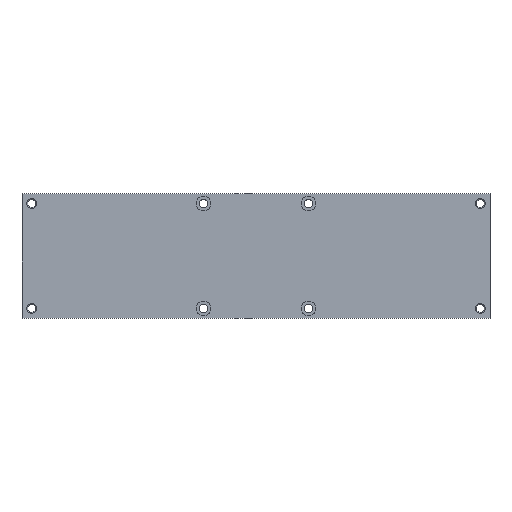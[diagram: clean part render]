
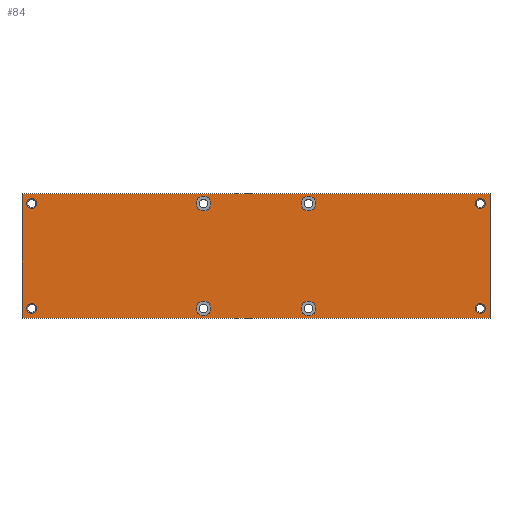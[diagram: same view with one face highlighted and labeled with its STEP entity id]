
A CAD part, top view. The second image highlights one B-rep face of the part: STEP entity #84.
In plain terms, the highlighted planar face has unit normal (0, 0, 1).
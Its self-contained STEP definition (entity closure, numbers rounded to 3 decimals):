
#84 = ADVANCED_FACE( '', ( #187, #188, #189, #190, #191, #192, #193, #194, #195 ), #196, .F. );
#187 = FACE_BOUND( '', #324, .T. );
#188 = FACE_BOUND( '', #325, .T. );
#189 = FACE_BOUND( '', #326, .T. );
#190 = FACE_BOUND( '', #327, .T. );
#191 = FACE_BOUND( '', #328, .T. );
#192 = FACE_BOUND( '', #329, .T. );
#193 = FACE_BOUND( '', #330, .T. );
#194 = FACE_BOUND( '', #331, .T. );
#195 = FACE_OUTER_BOUND( '', #332, .T. );
#196 = PLANE( '', #333 );
#324 = EDGE_LOOP( '', ( #497 ) );
#325 = EDGE_LOOP( '', ( #498 ) );
#326 = EDGE_LOOP( '', ( #499 ) );
#327 = EDGE_LOOP( '', ( #500 ) );
#328 = EDGE_LOOP( '', ( #501 ) );
#329 = EDGE_LOOP( '', ( #502 ) );
#330 = EDGE_LOOP( '', ( #503 ) );
#331 = EDGE_LOOP( '', ( #504 ) );
#332 = EDGE_LOOP( '', ( #505, #506, #507, #508 ) );
#333 = AXIS2_PLACEMENT_3D( '', #509, #510, #511 );
#497 = ORIENTED_EDGE( '', *, *, #655, .T. );
#498 = ORIENTED_EDGE( '', *, *, #656, .F. );
#499 = ORIENTED_EDGE( '', *, *, #626, .F. );
#500 = ORIENTED_EDGE( '', *, *, #657, .T. );
#501 = ORIENTED_EDGE( '', *, *, #658, .T. );
#502 = ORIENTED_EDGE( '', *, *, #647, .F. );
#503 = ORIENTED_EDGE( '', *, *, #659, .F. );
#504 = ORIENTED_EDGE( '', *, *, #629, .T. );
#505 = ORIENTED_EDGE( '', *, *, #617, .F. );
#506 = ORIENTED_EDGE( '', *, *, #636, .F. );
#507 = ORIENTED_EDGE( '', *, *, #609, .F. );
#508 = ORIENTED_EDGE( '', *, *, #653, .F. );
#509 = CARTESIAN_POINT( '', ( -241., 64., 15.5 ) );
#510 = DIRECTION( '', ( 0., 0., -1. ) );
#511 = DIRECTION( '', ( 0., 1., 0. ) );
#609 = EDGE_CURVE( '', #684, #686, #687, .T. );
#617 = EDGE_CURVE( '', #698, #700, #701, .T. );
#626 = EDGE_CURVE( '', #714, #714, #715, .T. );
#629 = EDGE_CURVE( '', #719, #719, #720, .T. );
#636 = EDGE_CURVE( '', #686, #698, #730, .T. );
#647 = EDGE_CURVE( '', #747, #747, #748, .T. );
#653 = EDGE_CURVE( '', #700, #684, #756, .T. );
#655 = EDGE_CURVE( '', #758, #758, #759, .T. );
#656 = EDGE_CURVE( '', #760, #760, #761, .T. );
#657 = EDGE_CURVE( '', #762, #762, #763, .T. );
#658 = EDGE_CURVE( '', #764, #764, #765, .T. );
#659 = EDGE_CURVE( '', #766, #766, #767, .T. );
#684 = VERTEX_POINT( '', #799 );
#686 = VERTEX_POINT( '', #802 );
#687 = LINE( '', #803, #804 );
#698 = VERTEX_POINT( '', #817 );
#700 = VERTEX_POINT( '', #820 );
#701 = LINE( '', #821, #822 );
#714 = VERTEX_POINT( '', #836 );
#715 = CIRCLE( '', #837, 7.5 );
#719 = VERTEX_POINT( '', #841 );
#720 = CIRCLE( '', #842, 5. );
#730 = LINE( '', #853, #854 );
#747 = VERTEX_POINT( '', #871 );
#748 = CIRCLE( '', #872, 5. );
#756 = LINE( '', #881, #882 );
#758 = VERTEX_POINT( '', #884 );
#759 = CIRCLE( '', #885, 7.5 );
#760 = VERTEX_POINT( '', #886 );
#761 = CIRCLE( '', #887, 7.5 );
#762 = VERTEX_POINT( '', #888 );
#763 = CIRCLE( '', #889, 7.5 );
#764 = VERTEX_POINT( '', #890 );
#765 = CIRCLE( '', #891, 5. );
#766 = VERTEX_POINT( '', #892 );
#767 = CIRCLE( '', #893, 5. );
#799 = CARTESIAN_POINT( '', ( 241., 64., 15.5 ) );
#802 = CARTESIAN_POINT( '', ( 241., -64., 15.5 ) );
#803 = CARTESIAN_POINT( '', ( 241., 64., 15.5 ) );
#804 = VECTOR( '', #922, 1000. );
#817 = CARTESIAN_POINT( '', ( -241., -64., 15.5 ) );
#820 = CARTESIAN_POINT( '', ( -241., 64., 15.5 ) );
#821 = CARTESIAN_POINT( '', ( -241., -64., 15.5 ) );
#822 = VECTOR( '', #932, 1000. );
#836 = CARTESIAN_POINT( '', ( -61.5, 54., 15.5 ) );
#837 = AXIS2_PLACEMENT_3D( '', #946, #947, #948 );
#841 = CARTESIAN_POINT( '', ( 236., 54., 15.5 ) );
#842 = AXIS2_PLACEMENT_3D( '', #952, #953, #954 );
#853 = CARTESIAN_POINT( '', ( 241., -64., 15.5 ) );
#854 = VECTOR( '', #965, 1000. );
#871 = CARTESIAN_POINT( '', ( 236., -54., 15.5 ) );
#872 = AXIS2_PLACEMENT_3D( '', #984, #985, #986 );
#881 = CARTESIAN_POINT( '', ( -241., 64., 15.5 ) );
#882 = VECTOR( '', #994, 1000. );
#884 = CARTESIAN_POINT( '', ( -61.5, -54., 15.5 ) );
#885 = AXIS2_PLACEMENT_3D( '', #995, #996, #997 );
#886 = CARTESIAN_POINT( '', ( 61.5, -54., 15.5 ) );
#887 = AXIS2_PLACEMENT_3D( '', #998, #999, #1000 );
#888 = CARTESIAN_POINT( '', ( 61.5, 54., 15.5 ) );
#889 = AXIS2_PLACEMENT_3D( '', #1001, #1002, #1003 );
#890 = CARTESIAN_POINT( '', ( -236., -54., 15.5 ) );
#891 = AXIS2_PLACEMENT_3D( '', #1004, #1005, #1006 );
#892 = CARTESIAN_POINT( '', ( -236., 54., 15.5 ) );
#893 = AXIS2_PLACEMENT_3D( '', #1007, #1008, #1009 );
#922 = DIRECTION( '', ( 0., -1., 0. ) );
#932 = DIRECTION( '', ( 0., 1., 0. ) );
#946 = CARTESIAN_POINT( '', ( -54., 54., 15.5 ) );
#947 = DIRECTION( '', ( 0., 0., 1. ) );
#948 = DIRECTION( '', ( -1., 0., 0. ) );
#952 = CARTESIAN_POINT( '', ( 231., 54., 15.5 ) );
#953 = DIRECTION( '', ( 0., 0., -1. ) );
#954 = DIRECTION( '', ( 1., 0., 0. ) );
#965 = DIRECTION( '', ( -1., 0., 0. ) );
#984 = CARTESIAN_POINT( '', ( 231., -54., 15.5 ) );
#985 = DIRECTION( '', ( 0., 0., 1. ) );
#986 = DIRECTION( '', ( 1., 0., 0. ) );
#994 = DIRECTION( '', ( 1., 0., 0. ) );
#995 = CARTESIAN_POINT( '', ( -54., -54., 15.5 ) );
#996 = DIRECTION( '', ( 0., 0., -1. ) );
#997 = DIRECTION( '', ( -1., 0., 0. ) );
#998 = CARTESIAN_POINT( '', ( 54., -54., 15.5 ) );
#999 = DIRECTION( '', ( 0., 0., 1. ) );
#1000 = DIRECTION( '', ( 1., 0., 0. ) );
#1001 = CARTESIAN_POINT( '', ( 54., 54., 15.5 ) );
#1002 = DIRECTION( '', ( 0., 0., -1. ) );
#1003 = DIRECTION( '', ( 1., 0., 0. ) );
#1004 = CARTESIAN_POINT( '', ( -231., -54., 15.5 ) );
#1005 = DIRECTION( '', ( 0., 0., -1. ) );
#1006 = DIRECTION( '', ( -1., 0., 0. ) );
#1007 = CARTESIAN_POINT( '', ( -231., 54., 15.5 ) );
#1008 = DIRECTION( '', ( 0., 0., 1. ) );
#1009 = DIRECTION( '', ( -1., 0., 0. ) );
